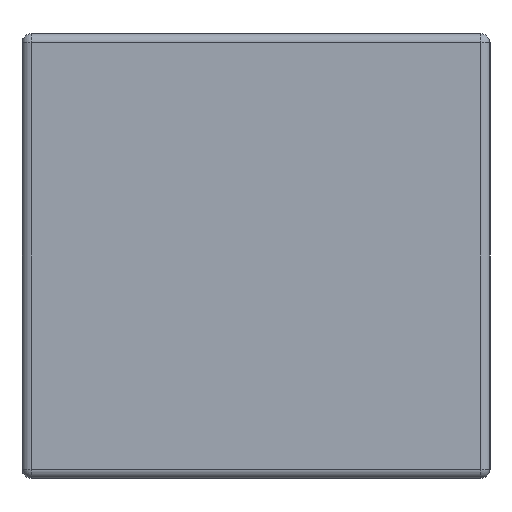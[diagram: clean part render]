
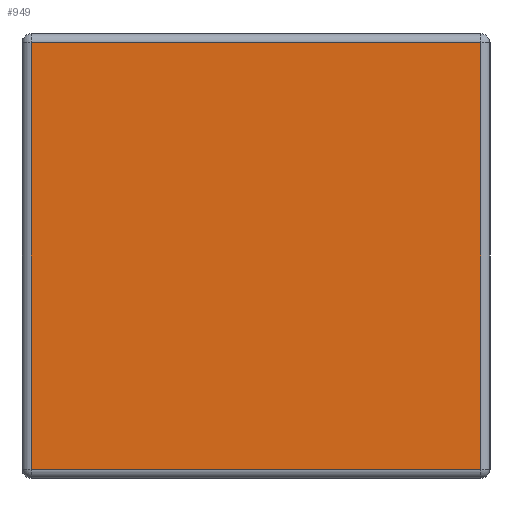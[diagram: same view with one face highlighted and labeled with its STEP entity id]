
A CAD part, left-side view. The second image highlights one B-rep face of the part: STEP entity #949.
In plain terms, the highlighted planar face has unit normal (-1, 0, 0).
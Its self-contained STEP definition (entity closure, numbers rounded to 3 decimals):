
#102 = CARTESIAN_POINT ( 'NONE',  ( 0., 0.98, -0.93 ) ) ;
#295 = PLANE ( 'NONE',  #3210 ) ;
#303 = EDGE_CURVE ( 'NONE', #2081, #1572, #3367, .T. ) ;
#305 = LINE ( 'NONE', #996, #2232 ) ;
#370 = CARTESIAN_POINT ( 'NONE',  ( 0., 1., -0.02 ) ) ;
#593 = EDGE_CURVE ( 'NONE', #2282, #2132, #694, .T. ) ;
#694 = LINE ( 'NONE', #370, #835 ) ;
#835 = VECTOR ( 'NONE', #1774, 1000. ) ;
#949 = ADVANCED_FACE ( 'NONE', ( #1032 ), #295, .T. ) ;
#964 = CARTESIAN_POINT ( 'NONE',  ( 0., 0.02, -0.93 ) ) ;
#996 = CARTESIAN_POINT ( 'NONE',  ( 0., 0.02, 0. ) ) ;
#1032 = FACE_OUTER_BOUND ( 'NONE', #1198, .T. ) ;
#1198 = EDGE_LOOP ( 'NONE', ( #4462, #4553, #3722, #2909 ) ) ;
#1210 = CARTESIAN_POINT ( 'NONE',  ( 0., 0.02, -0.02 ) ) ;
#1305 = CARTESIAN_POINT ( 'NONE',  ( 0., 0.98, -0.95 ) ) ;
#1572 = VERTEX_POINT ( 'NONE', #964 ) ;
#1613 = CARTESIAN_POINT ( 'NONE',  ( 0., 0., -0.93 ) ) ;
#1774 = DIRECTION ( 'NONE',  ( 0., 1., 0. ) ) ;
#1967 = DIRECTION ( 'NONE',  ( 0., -1., 0. ) ) ;
#2081 = VERTEX_POINT ( 'NONE', #102 ) ;
#2132 = VERTEX_POINT ( 'NONE', #2917 ) ;
#2232 = VECTOR ( 'NONE', #3896, 1000. ) ;
#2282 = VERTEX_POINT ( 'NONE', #1210 ) ;
#2909 = ORIENTED_EDGE ( 'NONE', *, *, #4229, .T. ) ;
#2917 = CARTESIAN_POINT ( 'NONE',  ( 0., 0.98, -0.02 ) ) ;
#2958 = VECTOR ( 'NONE', #1967, 1000. ) ;
#3210 = AXIS2_PLACEMENT_3D ( 'NONE', #3522, #4624, #3219 ) ;
#3219 = DIRECTION ( 'NONE',  ( 0., 0., 1. ) ) ;
#3252 = EDGE_CURVE ( 'NONE', #1572, #2282, #305, .T. ) ;
#3367 = LINE ( 'NONE', #1613, #2958 ) ;
#3522 = CARTESIAN_POINT ( 'NONE',  ( 0., 0., 0. ) ) ;
#3722 = ORIENTED_EDGE ( 'NONE', *, *, #593, .T. ) ;
#3896 = DIRECTION ( 'NONE',  ( 0., 0., 1. ) ) ;
#3935 = VECTOR ( 'NONE', #4607, 1000. ) ;
#4176 = LINE ( 'NONE', #1305, #3935 ) ;
#4229 = EDGE_CURVE ( 'NONE', #2132, #2081, #4176, .T. ) ;
#4462 = ORIENTED_EDGE ( 'NONE', *, *, #303, .T. ) ;
#4553 = ORIENTED_EDGE ( 'NONE', *, *, #3252, .T. ) ;
#4607 = DIRECTION ( 'NONE',  ( 0., 0., -1. ) ) ;
#4624 = DIRECTION ( 'NONE',  ( -1., 0., 0. ) ) ;
